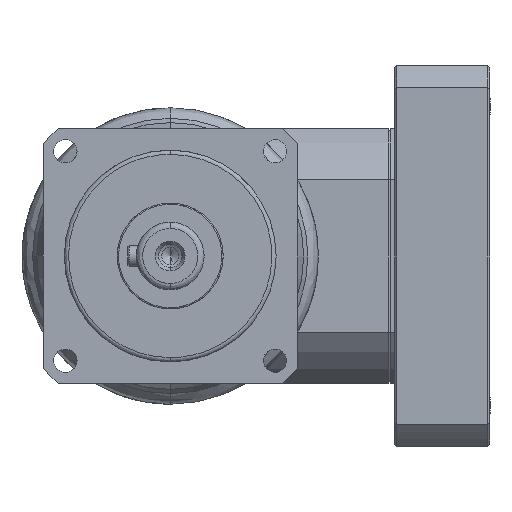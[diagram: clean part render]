
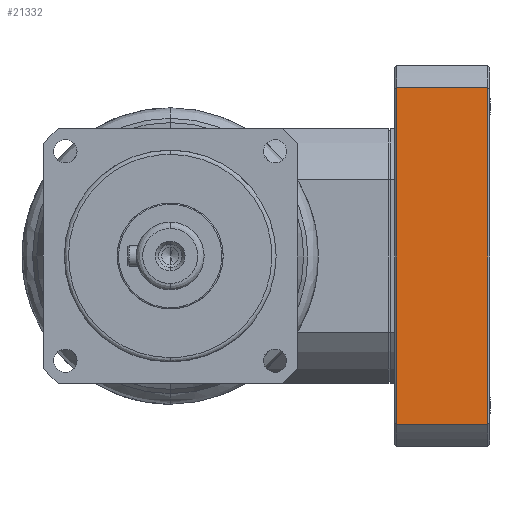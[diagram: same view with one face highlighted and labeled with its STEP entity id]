
A CAD part, left-side view. The second image highlights one B-rep face of the part: STEP entity #21332.
In plain terms, the highlighted face is planar.
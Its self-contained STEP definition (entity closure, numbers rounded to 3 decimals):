
#334 = VECTOR ( 'NONE', #3553, 1000. ) ;
#1489 = EDGE_CURVE ( 'NONE', #19417, #14056, #6054, .T. ) ;
#1504 = VECTOR ( 'NONE', #12413, 1000. ) ;
#1640 = ORIENTED_EDGE ( 'NONE', *, *, #22065, .F. ) ;
#2415 = VERTEX_POINT ( 'NONE', #19745 ) ;
#2972 = CARTESIAN_POINT ( 'NONE',  ( 39.686, -45., 25. ) ) ;
#3519 = ORIENTED_EDGE ( 'NONE', *, *, #1489, .F. ) ;
#3553 = DIRECTION ( 'NONE',  ( 1., 0., 0. ) ) ;
#5378 = CARTESIAN_POINT ( 'NONE',  ( -39.686, -45., 3. ) ) ;
#5845 = VECTOR ( 'NONE', #11692, 1000. ) ;
#6054 = LINE ( 'NONE', #2972, #334 ) ;
#6690 = LINE ( 'NONE', #5378, #1504 ) ;
#8075 = CARTESIAN_POINT ( 'NONE',  ( 39.686, -45., 3. ) ) ;
#8733 = DIRECTION ( 'NONE',  ( 0., 1., 0. ) ) ;
#9320 = ORIENTED_EDGE ( 'NONE', *, *, #18456, .F. ) ;
#10621 = LINE ( 'NONE', #8075, #14605 ) ;
#10666 = FACE_OUTER_BOUND ( 'NONE', #10861, .T. ) ;
#10861 = EDGE_LOOP ( 'NONE', ( #1640, #3519, #9320, #15213 ) ) ;
#11040 = LINE ( 'NONE', #18444, #5845 ) ;
#11692 = DIRECTION ( 'NONE',  ( -1., 0., 0. ) ) ;
#12150 = PLANE ( 'NONE',  #15511 ) ;
#12413 = DIRECTION ( 'NONE',  ( 0., 0., 1. ) ) ;
#14056 = VERTEX_POINT ( 'NONE', #16080 ) ;
#14605 = VECTOR ( 'NONE', #19979, 1000. ) ;
#15158 = VERTEX_POINT ( 'NONE', #21856 ) ;
#15213 = ORIENTED_EDGE ( 'NONE', *, *, #15852, .F. ) ;
#15384 = CARTESIAN_POINT ( 'NONE',  ( -39.686, -45., 25. ) ) ;
#15511 = AXIS2_PLACEMENT_3D ( 'NONE', #18978, #8733, #20611 ) ;
#15852 = EDGE_CURVE ( 'NONE', #2415, #15158, #11040, .T. ) ;
#16080 = CARTESIAN_POINT ( 'NONE',  ( 39.686, -45., 25. ) ) ;
#18444 = CARTESIAN_POINT ( 'NONE',  ( 32.714, -45., 3.5 ) ) ;
#18456 = EDGE_CURVE ( 'NONE', #15158, #19417, #6690, .T. ) ;
#18978 = CARTESIAN_POINT ( 'NONE',  ( 39.686, -45., 3. ) ) ;
#19417 = VERTEX_POINT ( 'NONE', #15384 ) ;
#19745 = CARTESIAN_POINT ( 'NONE',  ( 39.686, -45., 3.5 ) ) ;
#19979 = DIRECTION ( 'NONE',  ( 0., 0., -1. ) ) ;
#20611 = DIRECTION ( 'NONE',  ( -1., 0., 0. ) ) ;
#21332 = ADVANCED_FACE ( 'NONE', ( #10666 ), #12150, .F. ) ;
#21856 = CARTESIAN_POINT ( 'NONE',  ( -39.686, -45., 3.5 ) ) ;
#22065 = EDGE_CURVE ( 'NONE', #14056, #2415, #10621, .T. ) ;
